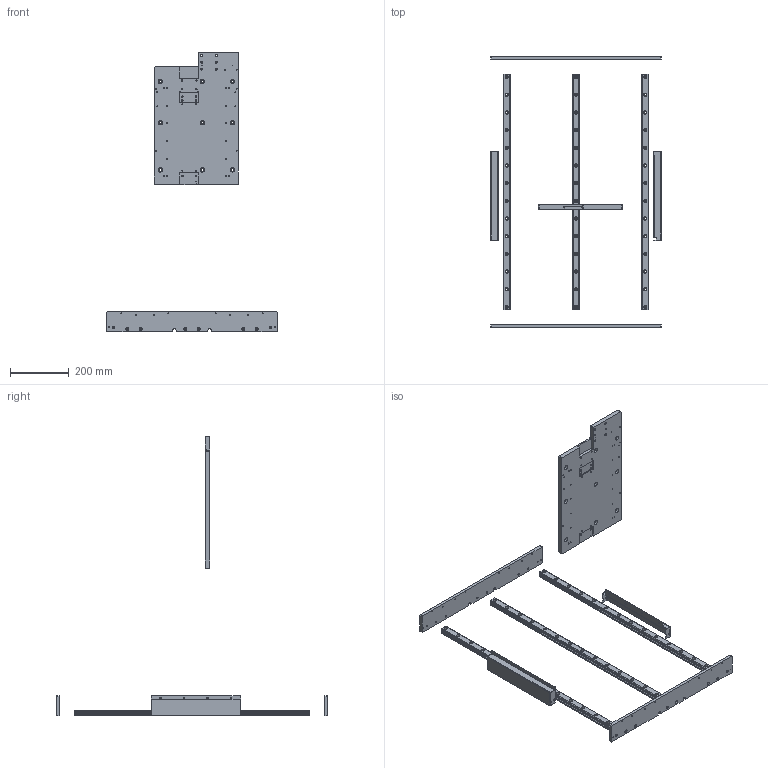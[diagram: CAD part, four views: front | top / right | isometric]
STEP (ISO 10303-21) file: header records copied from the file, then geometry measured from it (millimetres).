
FILE_DESCRIPTION(('FreeCAD Model'),'2;1');
FILE_NAME('Open CASCADE Shape Model','2025-08-19T10:53:10',(''),(''), 'Open CASCADE STEP processor 7.6','FreeCAD','Unknown');
FILE_SCHEMA(('AUTOMOTIVE_DESIGN { 1 0 10303 214 1 1 1 1 }'));
Products named in the file (1): Base009
Bounding box: 578 x 920 x 950 mm (x, y, z)
Volume: 3528199.5 mm3; surface area: 811072.4 mm2
Topology: 8 solids, 8 shells, 828 faces, 2139 edges, 1378 vertices
Faces by surface type: cylinder 540, plane 254, cone 34
Entity records: 56360 total; most frequent: CARTESIAN_POINT 13934, DIRECTION 8240, ORIENTED_EDGE 4210, PCURVE 4210, DEFINITIONAL_REPRESENTATION 4210, LINE 4151, VECTOR 4151, EDGE_CURVE 2105
